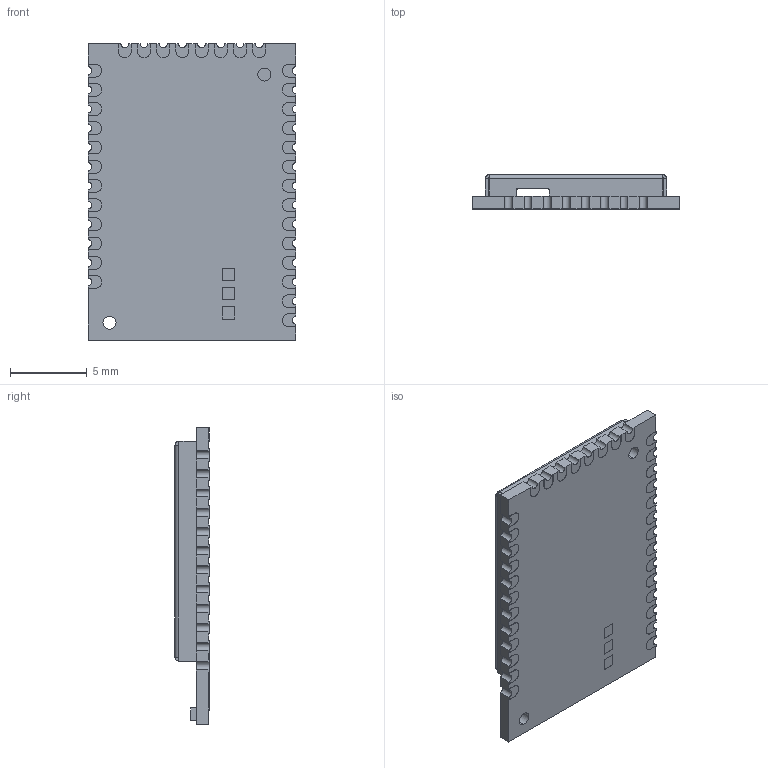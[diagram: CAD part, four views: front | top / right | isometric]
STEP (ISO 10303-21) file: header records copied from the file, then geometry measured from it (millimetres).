
FILE_DESCRIPTION (( 'STEP AP203' ), '1' );
FILE_NAME ('XB3-CHIP-MMT.STEP', '2020-09-24T18:04:18', ( '' ), ( '' ), 'SwSTEP 2.0', 'SolidWorks 2019', '' );
FILE_SCHEMA (( 'CONFIG_CONTROL_DESIGN' ));
Length unit declared in the file: metre
Products named in the file (5): 29000710_A.STEP; XB3-CHIP-MMT.STEP; 30008432-03_A_Chip.STEP; XB3-CHIP-MMT; 60001461-01_A.STEP
Assembly tree (4 placements, depth 3):
  XB3-CHIP-MMT
    XB3-CHIP-MMT.STEP
      30008432-03_A_Chip.STEP
      60001461-01_A.STEP
      29000710_A.STEP
Bounding box: 13.54 x 2.22 x 19.3 mm (x, y, z)
Volume: 249.2 mm3; surface area: 1049.3 mm2
Topology: 3 solids, 3 shells, 449 faces, 1280 edges, 842 vertices
Faces by surface type: plane 359, cylinder 90
Entity records: 14981 total; most frequent: CARTESIAN_POINT 2579, ORIENTED_EDGE 2560, DIRECTION 2378, EDGE_CURVE 1280, LINE 1096, VECTOR 1096, VERTEX_POINT 842, AXIS2_PLACEMENT_3D 641
